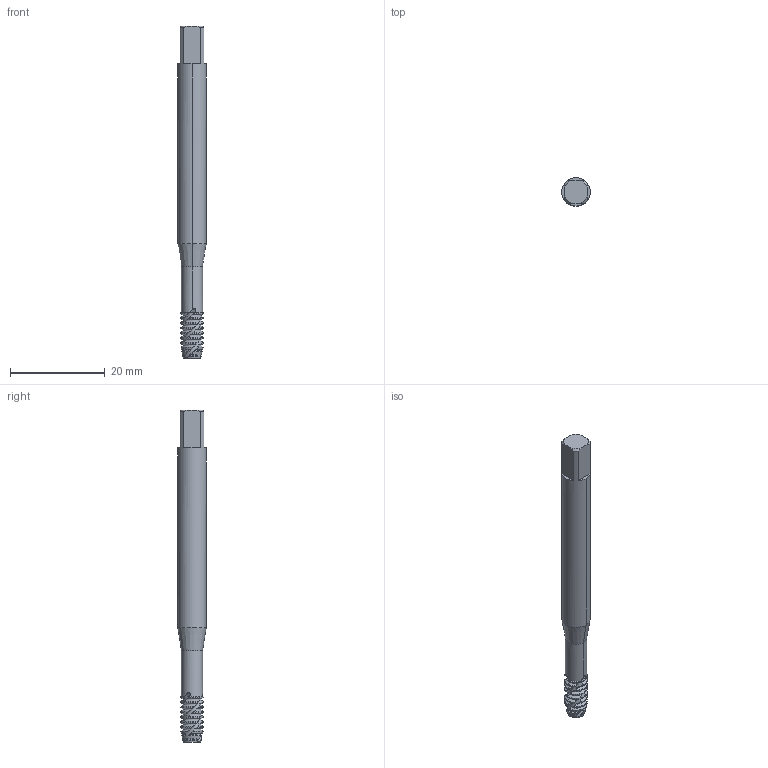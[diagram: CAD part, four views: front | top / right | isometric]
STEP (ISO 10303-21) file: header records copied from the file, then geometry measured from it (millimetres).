
FILE_DESCRIPTION(('no description'),'unknown implementation level');
FILE_NAME('solidIgGTfLYjCWSug3Mz2Ff8nTJsWnI_1.STP',' ',('CIM GmbH Aachen'),('CADClick - KiM GmbH - www.kimweb.de'),'unknown preprocess','ACIS','unknown authorization');
FILE_SCHEMA(('automotive_design'));
Length unit declared in the file: millimetre
Products named in the file (2): 1; 2
Bounding box: 6 x 6 x 70 mm (x, y, z)
Volume: 1637.2 mm3; surface area: 1515.3 mm2
Topology: 2 solids, 2 shells, 281 faces, 800 edges, 523 vertices
Faces by surface type: cone 112, cylinder 89, bspline 51, plane 17, revolution 12
Entity records: 30310 total; most frequent: CARTESIAN_POINT 14883, STYLED_ITEM 1606, PRESENTATION_STYLE_ASSIGNMENT 1606, COLOUR_RGB 1606, ORIENTED_EDGE 1600, DIRECTION 1066, EDGE_CURVE 800, CURVE_STYLE 800
